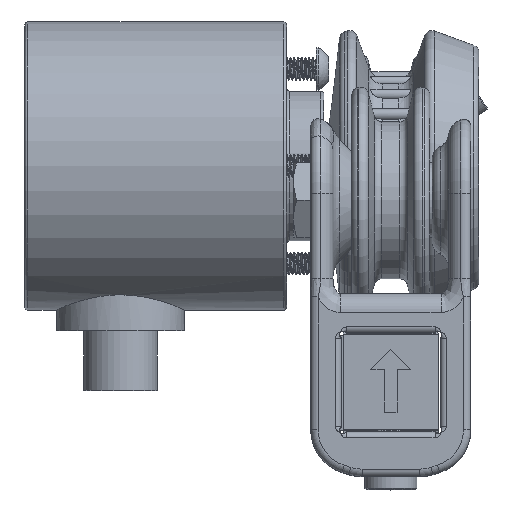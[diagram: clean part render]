
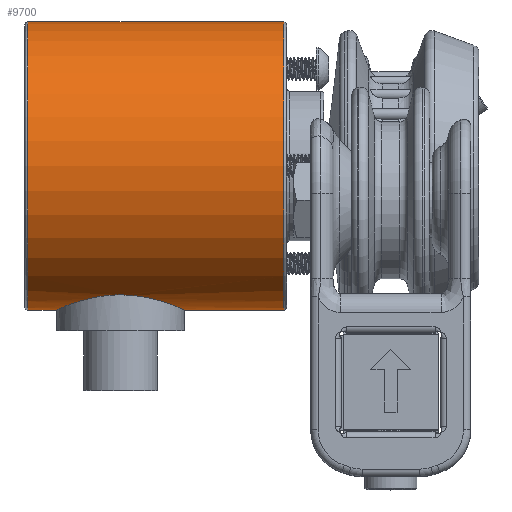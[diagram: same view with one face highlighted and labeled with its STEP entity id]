
A CAD part, top view. The second image highlights one B-rep face of the part: STEP entity #9700.
In plain terms, the highlighted cylindrical face has radius 19.25 mm (diameter 38.5 mm), a full revolution.
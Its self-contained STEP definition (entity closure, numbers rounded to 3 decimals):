
#157=B_SPLINE_CURVE_WITH_KNOTS('',3,(#19355,#19356,#19357,#19358,#19359,
#19360,#19361,#19362,#19363,#19364,#19365,#19366,#19367,#19368,#19369,#19370,
#19371,#19372,#19373,#19374,#19375,#19376,#19377,#19378,#19379,#19380,#19381,
#19382,#19383,#19384,#19385,#19386,#19387,#19388),.UNSPECIFIED.,.T.,.F.,
(4,2,2,2,2,2,2,2,2,2,2,2,2,2,2,2,4),(0.,0.328,0.657,
0.985,1.313,1.64,1.968,2.297,
2.625,2.953,3.282,3.61,3.938,
4.265,4.593,4.922,5.25),
 .UNSPECIFIED.);
#728=FACE_BOUND('',#2519,.T.);
#729=FACE_BOUND('',#2520,.T.);
#977=CIRCLE('',#10527,19.25);
#979=CIRCLE('',#10530,19.25);
#1783=FACE_OUTER_BOUND('',#2518,.T.);
#2518=EDGE_LOOP('',(#7220));
#2519=EDGE_LOOP('',(#7221));
#2520=EDGE_LOOP('',(#7222));
#4471=VERTEX_POINT('',#19354);
#4482=VERTEX_POINT('',#19414);
#4484=VERTEX_POINT('',#19419);
#5498=EDGE_CURVE('',#4471,#4471,#157,.T.);
#5509=EDGE_CURVE('',#4482,#4482,#977,.T.);
#5511=EDGE_CURVE('',#4484,#4484,#979,.T.);
#7220=ORIENTED_EDGE('',*,*,#5511,.F.);
#7221=ORIENTED_EDGE('',*,*,#5498,.T.);
#7222=ORIENTED_EDGE('',*,*,#5509,.F.);
#9337=CYLINDRICAL_SURFACE('',#10529,19.25);
#9700=ADVANCED_FACE('',(#1783,#728,#729),#9337,.T.);
#10527=AXIS2_PLACEMENT_3D('',#19415,#12249,#12250);
#10529=AXIS2_PLACEMENT_3D('',#19418,#12253,#12254);
#10530=AXIS2_PLACEMENT_3D('',#19420,#12255,#12256);
#12249=DIRECTION('center_axis',(0.,0.,-1.));
#12250=DIRECTION('ref_axis',(1.,0.,0.));
#12253=DIRECTION('center_axis',(0.,0.,-1.));
#12254=DIRECTION('ref_axis',(1.,0.,0.));
#12255=DIRECTION('center_axis',(0.,0.,1.));
#12256=DIRECTION('ref_axis',(1.,0.,0.));
#19354=CARTESIAN_POINT('',(-8.576,-17.234,-22.21));
#19355=CARTESIAN_POINT('Ctrl Pts',(-8.576,-17.234,
-22.21));
#19356=CARTESIAN_POINT('Ctrl Pts',(-8.576,-17.234,
-21.115));
#19357=CARTESIAN_POINT('Ctrl Pts',(-8.354,-17.35,
-19.96));
#19358=CARTESIAN_POINT('Ctrl Pts',(-7.475,-17.746,
-17.853));
#19359=CARTESIAN_POINT('Ctrl Pts',(-6.818,-18.02,
-16.899));
#19360=CARTESIAN_POINT('Ctrl Pts',(-5.312,-18.52,
-15.393));
#19361=CARTESIAN_POINT('Ctrl Pts',(-4.357,-18.781,
-14.736));
#19362=CARTESIAN_POINT('Ctrl Pts',(-2.249,-19.148,
-13.856));
#19363=CARTESIAN_POINT('Ctrl Pts',(-1.093,-19.25,-13.634));
#19364=CARTESIAN_POINT('Ctrl Pts',(1.093,-19.25,-13.634));
#19365=CARTESIAN_POINT('Ctrl Pts',(2.249,-19.148,-13.856));
#19366=CARTESIAN_POINT('Ctrl Pts',(4.357,-18.781,-14.736));
#19367=CARTESIAN_POINT('Ctrl Pts',(5.312,-18.52,-15.393));
#19368=CARTESIAN_POINT('Ctrl Pts',(6.818,-18.02,-16.899));
#19369=CARTESIAN_POINT('Ctrl Pts',(7.475,-17.746,-17.853));
#19370=CARTESIAN_POINT('Ctrl Pts',(8.354,-17.35,-19.96));
#19371=CARTESIAN_POINT('Ctrl Pts',(8.576,-17.234,-21.115));
#19372=CARTESIAN_POINT('Ctrl Pts',(8.576,-17.234,-23.305));
#19373=CARTESIAN_POINT('Ctrl Pts',(8.354,-17.35,-24.459));
#19374=CARTESIAN_POINT('Ctrl Pts',(7.475,-17.746,-26.567));
#19375=CARTESIAN_POINT('Ctrl Pts',(6.818,-18.02,-27.52));
#19376=CARTESIAN_POINT('Ctrl Pts',(5.312,-18.52,-29.026));
#19377=CARTESIAN_POINT('Ctrl Pts',(4.357,-18.781,-29.684));
#19378=CARTESIAN_POINT('Ctrl Pts',(2.249,-19.148,-30.564));
#19379=CARTESIAN_POINT('Ctrl Pts',(1.093,-19.25,-30.786));
#19380=CARTESIAN_POINT('Ctrl Pts',(-1.093,-19.25,-30.786));
#19381=CARTESIAN_POINT('Ctrl Pts',(-2.249,-19.148,
-30.564));
#19382=CARTESIAN_POINT('Ctrl Pts',(-4.357,-18.781,
-29.684));
#19383=CARTESIAN_POINT('Ctrl Pts',(-5.312,-18.52,
-29.026));
#19384=CARTESIAN_POINT('Ctrl Pts',(-6.818,-18.02,
-27.52));
#19385=CARTESIAN_POINT('Ctrl Pts',(-7.475,-17.746,
-26.567));
#19386=CARTESIAN_POINT('Ctrl Pts',(-8.354,-17.35,
-24.459));
#19387=CARTESIAN_POINT('Ctrl Pts',(-8.576,-17.234,
-23.305));
#19388=CARTESIAN_POINT('Ctrl Pts',(-8.576,-17.234,
-22.21));
#19414=CARTESIAN_POINT('',(-19.25,0.,-34.6));
#19415=CARTESIAN_POINT('Origin',(0.,0.,-34.6));
#19418=CARTESIAN_POINT('Origin',(0.,0.,0.));
#19419=CARTESIAN_POINT('',(-19.25,0.,-0.4));
#19420=CARTESIAN_POINT('Origin',(0.,0.,-0.4));
